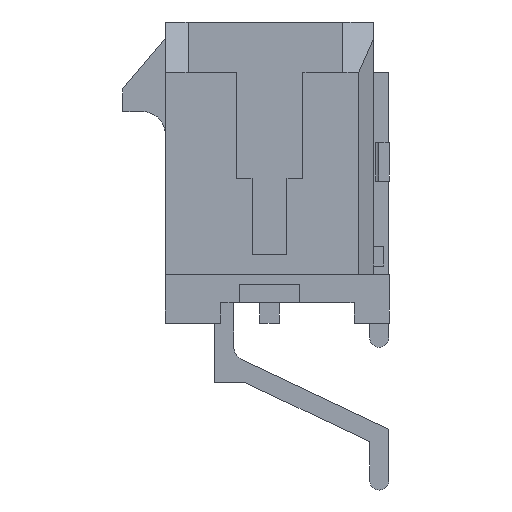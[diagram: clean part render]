
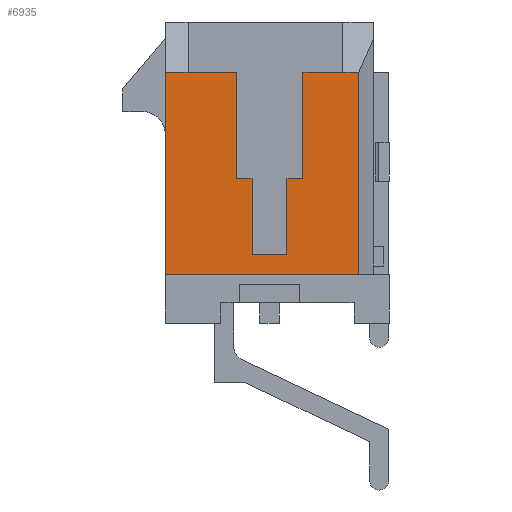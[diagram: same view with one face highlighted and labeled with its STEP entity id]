
A CAD part, left-side view. The second image highlights one B-rep face of the part: STEP entity #6935.
In plain terms, the highlighted planar face has unit normal (-1, 0, 0).
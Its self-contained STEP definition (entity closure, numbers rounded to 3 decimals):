
#1411=DIRECTION('',(0.,0.,-1.));
#1412=VECTOR('',#1411,3.5);
#1413=CARTESIAN_POINT('',(-7.825,-1.1,3.305));
#1414=LINE('',#1413,#1412);
#1415=DIRECTION('',(0.,1.,0.));
#1416=VECTOR('',#1415,1.31);
#1417=CARTESIAN_POINT('',(-7.825,-2.41,3.305));
#1418=LINE('',#1417,#1416);
#1419=DIRECTION('',(0.,-1.,0.));
#1420=VECTOR('',#1419,0.52);
#1421=CARTESIAN_POINT('',(-7.825,-2.41,3.305));
#1422=LINE('',#1421,#1420);
#1423=DIRECTION('',(0.,0.,-1.));
#1424=VECTOR('',#1423,6.66);
#1425=CARTESIAN_POINT('',(-7.825,-2.93,3.305));
#1426=LINE('',#1425,#1424);
#1427=DIRECTION('',(0.,1.,0.));
#1428=VECTOR('',#1427,6.36);
#1429=CARTESIAN_POINT('',(-7.825,-2.93,-3.355));
#1430=LINE('',#1429,#1428);
#1431=DIRECTION('',(0.,0.,1.));
#1432=VECTOR('',#1431,6.66);
#1433=CARTESIAN_POINT('',(-7.825,3.43,-3.355));
#1434=LINE('',#1433,#1432);
#1435=DIRECTION('',(0.,-1.,0.));
#1436=VECTOR('',#1435,0.75);
#1437=CARTESIAN_POINT('',(-7.825,3.43,3.305));
#1438=LINE('',#1437,#1436);
#1439=DIRECTION('',(0.,1.,0.));
#1440=VECTOR('',#1439,1.58);
#1441=CARTESIAN_POINT('',(-7.825,1.1,3.305));
#1442=LINE('',#1441,#1440);
#1443=DIRECTION('',(0.,0.,-1.));
#1444=VECTOR('',#1443,3.5);
#1445=CARTESIAN_POINT('',(-7.825,1.1,3.305));
#1446=LINE('',#1445,#1444);
#1447=DIRECTION('',(0.,1.,0.));
#1448=VECTOR('',#1447,0.525);
#1449=CARTESIAN_POINT('',(-7.825,0.575,-0.195));
#1450=LINE('',#1449,#1448);
#1451=DIRECTION('',(0.,0.,1.));
#1452=VECTOR('',#1451,2.5);
#1453=CARTESIAN_POINT('',(-7.825,0.575,-2.695));
#1454=LINE('',#1453,#1452);
#1455=DIRECTION('',(0.,1.,0.));
#1456=VECTOR('',#1455,1.15);
#1457=CARTESIAN_POINT('',(-7.825,-0.575,-2.695));
#1458=LINE('',#1457,#1456);
#1459=DIRECTION('',(0.,0.,-1.));
#1460=VECTOR('',#1459,2.5);
#1461=CARTESIAN_POINT('',(-7.825,-0.575,-0.195));
#1462=LINE('',#1461,#1460);
#1463=DIRECTION('',(0.,1.,0.));
#1464=VECTOR('',#1463,0.525);
#1465=CARTESIAN_POINT('',(-7.825,-1.1,-0.195));
#1466=LINE('',#1465,#1464);
#4012=CARTESIAN_POINT('',(-7.825,3.43,3.305));
#4014=VERTEX_POINT('',#4012);
#4063=CARTESIAN_POINT('',(-7.825,2.68,3.305));
#4064=VERTEX_POINT('',#4063);
#4065=CARTESIAN_POINT('',(-7.825,-2.41,3.305));
#4066=VERTEX_POINT('',#4065);
#4185=CARTESIAN_POINT('',(-7.825,-1.1,3.305));
#4186=CARTESIAN_POINT('',(-7.825,-1.1,-0.195));
#4187=VERTEX_POINT('',#4185);
#4188=VERTEX_POINT('',#4186);
#4189=CARTESIAN_POINT('',(-7.825,-0.575,-0.195));
#4190=VERTEX_POINT('',#4189);
#4191=CARTESIAN_POINT('',(-7.825,-0.575,-2.695));
#4192=VERTEX_POINT('',#4191);
#4193=CARTESIAN_POINT('',(-7.825,0.575,-2.695));
#4194=VERTEX_POINT('',#4193);
#4195=CARTESIAN_POINT('',(-7.825,0.575,-0.195));
#4196=VERTEX_POINT('',#4195);
#4197=CARTESIAN_POINT('',(-7.825,1.1,-0.195));
#4198=VERTEX_POINT('',#4197);
#4199=CARTESIAN_POINT('',(-7.825,1.1,3.305));
#4200=VERTEX_POINT('',#4199);
#4941=CARTESIAN_POINT('',(-7.825,3.43,-3.355));
#4942=VERTEX_POINT('',#4941);
#4947=CARTESIAN_POINT('',(-7.825,-2.93,3.305));
#4948=VERTEX_POINT('',#4947);
#4949=CARTESIAN_POINT('',(-7.825,-2.93,-3.355));
#4950=VERTEX_POINT('',#4949);
#6903=CARTESIAN_POINT('',(-7.825,0.,0.));
#6904=DIRECTION('',(1.,0.,0.));
#6905=DIRECTION('',(0.,0.,-1.));
#6906=AXIS2_PLACEMENT_3D('',#6903,#6904,#6905);
#6907=PLANE('',#6906);
#6909=ORIENTED_EDGE('',*,*,#6908,.F.);
#6911=ORIENTED_EDGE('',*,*,#6910,.F.);
#6913=ORIENTED_EDGE('',*,*,#6912,.T.);
#6915=ORIENTED_EDGE('',*,*,#6914,.T.);
#6917=ORIENTED_EDGE('',*,*,#6916,.T.);
#6919=ORIENTED_EDGE('',*,*,#6918,.T.);
#6921=ORIENTED_EDGE('',*,*,#6920,.T.);
#6923=ORIENTED_EDGE('',*,*,#6922,.F.);
#6925=ORIENTED_EDGE('',*,*,#6924,.T.);
#6927=ORIENTED_EDGE('',*,*,#6926,.F.);
#6928=ORIENTED_EDGE('',*,*,#6896,.F.);
#6929=ORIENTED_EDGE('',*,*,#6782,.F.);
#6930=ORIENTED_EDGE('',*,*,#6853,.F.);
#6932=ORIENTED_EDGE('',*,*,#6931,.F.);
#6933=EDGE_LOOP('',(#6909,#6911,#6913,#6915,#6917,#6919,#6921,#6923,#6925,#6927,
#6928,#6929,#6930,#6932));
#6934=FACE_OUTER_BOUND('',#6933,.F.);
#6935=ADVANCED_FACE('',(#6934),#6907,.F.);
#6782=EDGE_CURVE('',#4192,#4194,#1458,.T.);
#6853=EDGE_CURVE('',#4190,#4192,#1462,.T.);
#6896=EDGE_CURVE('',#4194,#4196,#1454,.T.);
#6908=EDGE_CURVE('',#4187,#4188,#1414,.T.);
#6910=EDGE_CURVE('',#4066,#4187,#1418,.T.);
#6912=EDGE_CURVE('',#4066,#4948,#1422,.T.);
#6914=EDGE_CURVE('',#4948,#4950,#1426,.T.);
#6916=EDGE_CURVE('',#4950,#4942,#1430,.T.);
#6918=EDGE_CURVE('',#4942,#4014,#1434,.T.);
#6920=EDGE_CURVE('',#4014,#4064,#1438,.T.);
#6922=EDGE_CURVE('',#4200,#4064,#1442,.T.);
#6924=EDGE_CURVE('',#4200,#4198,#1446,.T.);
#6926=EDGE_CURVE('',#4196,#4198,#1450,.T.);
#6931=EDGE_CURVE('',#4188,#4190,#1466,.T.);
